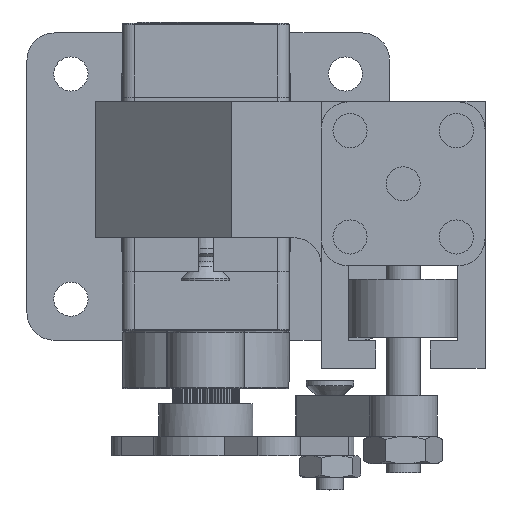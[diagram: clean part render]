
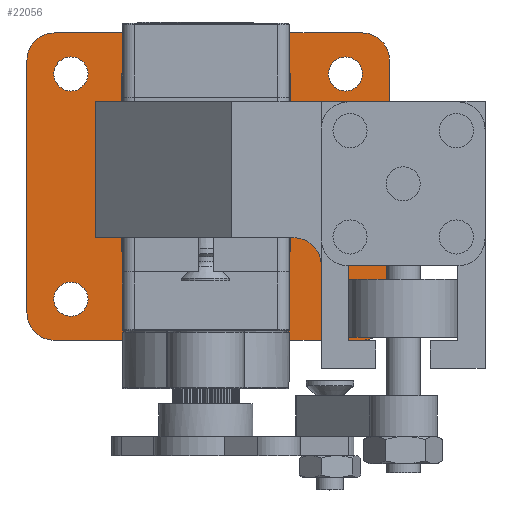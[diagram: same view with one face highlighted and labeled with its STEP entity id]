
A CAD part, front view. The second image highlights one B-rep face of the part: STEP entity #22056.
In plain terms, the highlighted face is planar.
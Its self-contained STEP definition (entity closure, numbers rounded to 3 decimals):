
#1029=FACE_BOUND('',#3917,.T.);
#1030=FACE_BOUND('',#3918,.T.);
#1031=FACE_BOUND('',#3919,.T.);
#1032=FACE_BOUND('',#3920,.T.);
#1033=FACE_BOUND('',#3921,.T.);
#1815=PLANE('',#23804);
#2743=FACE_OUTER_BOUND('',#3916,.T.);
#3916=EDGE_LOOP('',(#19993,#19994,#19995,#19996,#19997,#19998,#19999,#20000));
#3917=EDGE_LOOP('',(#20001));
#3918=EDGE_LOOP('',(#20002));
#3919=EDGE_LOOP('',(#20003));
#3920=EDGE_LOOP('',(#20004));
#3921=EDGE_LOOP('',(#20005,#20006,#20007,#20008));
#5875=LINE('',#43163,#7816);
#5876=LINE('',#43167,#7817);
#5877=LINE('',#43171,#7818);
#5878=LINE('',#43174,#7819);
#5879=LINE('',#43177,#7820);
#5880=LINE('',#43179,#7821);
#5881=LINE('',#43181,#7822);
#5882=LINE('',#43182,#7823);
#7816=VECTOR('',#28539,10.);
#7817=VECTOR('',#28542,10.);
#7818=VECTOR('',#28545,10.);
#7819=VECTOR('',#28548,10.);
#7820=VECTOR('',#28549,10.);
#7821=VECTOR('',#28550,10.);
#7822=VECTOR('',#28551,10.);
#7823=VECTOR('',#28552,10.);
#8511=CIRCLE('',#23791,1.25);
#8513=CIRCLE('',#23794,1.25);
#8515=CIRCLE('',#23797,1.25);
#8517=CIRCLE('',#23800,1.25);
#8519=CIRCLE('',#23803,2.);
#8520=CIRCLE('',#23805,2.);
#8521=CIRCLE('',#23806,2.);
#8522=CIRCLE('',#23807,2.);
#10795=VERTEX_POINT('',#43131);
#10797=VERTEX_POINT('',#43137);
#10799=VERTEX_POINT('',#43143);
#10801=VERTEX_POINT('',#43149);
#10804=VERTEX_POINT('',#43156);
#10805=VERTEX_POINT('',#43158);
#10806=VERTEX_POINT('',#43162);
#10807=VERTEX_POINT('',#43164);
#10808=VERTEX_POINT('',#43166);
#10809=VERTEX_POINT('',#43168);
#10810=VERTEX_POINT('',#43170);
#10811=VERTEX_POINT('',#43172);
#10812=VERTEX_POINT('',#43175);
#10813=VERTEX_POINT('',#43176);
#10814=VERTEX_POINT('',#43178);
#10815=VERTEX_POINT('',#43180);
#13904=EDGE_CURVE('',#10795,#10795,#8511,.T.);
#13907=EDGE_CURVE('',#10797,#10797,#8513,.T.);
#13910=EDGE_CURVE('',#10799,#10799,#8515,.T.);
#13913=EDGE_CURVE('',#10801,#10801,#8517,.T.);
#13916=EDGE_CURVE('',#10804,#10805,#8519,.T.);
#13918=EDGE_CURVE('',#10806,#10804,#5875,.T.);
#13919=EDGE_CURVE('',#10807,#10806,#8520,.T.);
#13920=EDGE_CURVE('',#10808,#10807,#5876,.T.);
#13921=EDGE_CURVE('',#10809,#10808,#8521,.T.);
#13922=EDGE_CURVE('',#10810,#10809,#5877,.T.);
#13923=EDGE_CURVE('',#10811,#10810,#8522,.T.);
#13924=EDGE_CURVE('',#10805,#10811,#5878,.T.);
#13925=EDGE_CURVE('',#10812,#10813,#5879,.T.);
#13926=EDGE_CURVE('',#10814,#10812,#5880,.T.);
#13927=EDGE_CURVE('',#10814,#10815,#5881,.T.);
#13928=EDGE_CURVE('',#10815,#10813,#5882,.T.);
#19993=ORIENTED_EDGE('',*,*,#13916,.F.);
#19994=ORIENTED_EDGE('',*,*,#13918,.F.);
#19995=ORIENTED_EDGE('',*,*,#13919,.F.);
#19996=ORIENTED_EDGE('',*,*,#13920,.F.);
#19997=ORIENTED_EDGE('',*,*,#13921,.F.);
#19998=ORIENTED_EDGE('',*,*,#13922,.F.);
#19999=ORIENTED_EDGE('',*,*,#13923,.F.);
#20000=ORIENTED_EDGE('',*,*,#13924,.F.);
#20001=ORIENTED_EDGE('',*,*,#13904,.T.);
#20002=ORIENTED_EDGE('',*,*,#13907,.T.);
#20003=ORIENTED_EDGE('',*,*,#13910,.T.);
#20004=ORIENTED_EDGE('',*,*,#13913,.T.);
#20005=ORIENTED_EDGE('',*,*,#13925,.F.);
#20006=ORIENTED_EDGE('',*,*,#13926,.F.);
#20007=ORIENTED_EDGE('',*,*,#13927,.T.);
#20008=ORIENTED_EDGE('',*,*,#13928,.T.);
#22056=ADVANCED_FACE('',(#2743,#1029,#1030,#1031,#1032,#1033),#1815,.F.);
#23791=AXIS2_PLACEMENT_3D('',#43133,#28506,#28507);
#23794=AXIS2_PLACEMENT_3D('',#43139,#28513,#28514);
#23797=AXIS2_PLACEMENT_3D('',#43145,#28520,#28521);
#23800=AXIS2_PLACEMENT_3D('',#43151,#28527,#28528);
#23803=AXIS2_PLACEMENT_3D('',#43159,#28534,#28535);
#23804=AXIS2_PLACEMENT_3D('',#43161,#28537,#28538);
#23805=AXIS2_PLACEMENT_3D('',#43165,#28540,#28541);
#23806=AXIS2_PLACEMENT_3D('',#43169,#28543,#28544);
#23807=AXIS2_PLACEMENT_3D('',#43173,#28546,#28547);
#28506=DIRECTION('center_axis',(0.,-1.,0.));
#28507=DIRECTION('ref_axis',(1.,0.,0.));
#28513=DIRECTION('center_axis',(0.,-1.,0.));
#28514=DIRECTION('ref_axis',(1.,0.,0.));
#28520=DIRECTION('center_axis',(0.,-1.,0.));
#28521=DIRECTION('ref_axis',(1.,0.,0.));
#28527=DIRECTION('center_axis',(0.,-1.,0.));
#28528=DIRECTION('ref_axis',(1.,0.,0.));
#28534=DIRECTION('center_axis',(0.,-1.,0.));
#28535=DIRECTION('ref_axis',(-0.707,0.,0.707));
#28537=DIRECTION('center_axis',(0.,-1.,0.));
#28538=DIRECTION('ref_axis',(0.,0.,-1.));
#28539=DIRECTION('',(-1.,0.,0.));
#28540=DIRECTION('center_axis',(0.,-1.,0.));
#28541=DIRECTION('ref_axis',(0.707,0.,0.707));
#28542=DIRECTION('',(0.,0.,1.));
#28543=DIRECTION('center_axis',(0.,-1.,0.));
#28544=DIRECTION('ref_axis',(0.707,0.,-0.707));
#28545=DIRECTION('',(1.,0.,0.));
#28546=DIRECTION('center_axis',(0.,-1.,0.));
#28547=DIRECTION('ref_axis',(-0.707,0.,-0.707));
#28548=DIRECTION('',(0.,0.,-1.));
#28549=DIRECTION('',(1.,0.,0.));
#28550=DIRECTION('',(0.,0.,1.));
#28551=DIRECTION('',(1.,0.,0.));
#28552=DIRECTION('',(0.,0.,1.));
#43131=CARTESIAN_POINT('',(23.076,-50.9,-2.945));
#43133=CARTESIAN_POINT('Origin',(24.326,-50.9,-2.945));
#43137=CARTESIAN_POINT('',(2.974,-50.9,-2.945));
#43139=CARTESIAN_POINT('Origin',(4.224,-50.9,-2.945));
#43143=CARTESIAN_POINT('',(23.076,-50.9,13.545));
#43145=CARTESIAN_POINT('Origin',(24.326,-50.9,13.545));
#43149=CARTESIAN_POINT('',(2.974,-50.9,13.545));
#43151=CARTESIAN_POINT('Origin',(4.224,-50.9,13.545));
#43156=CARTESIAN_POINT('',(3.,-50.9,16.55));
#43158=CARTESIAN_POINT('',(1.,-50.9,14.55));
#43159=CARTESIAN_POINT('Origin',(3.,-50.9,14.55));
#43161=CARTESIAN_POINT('Origin',(14.275,-50.9,5.3));
#43162=CARTESIAN_POINT('',(25.55,-50.9,16.55));
#43163=CARTESIAN_POINT('',(27.55,-50.9,16.55));
#43164=CARTESIAN_POINT('',(27.55,-50.9,14.55));
#43165=CARTESIAN_POINT('Origin',(25.55,-50.9,14.55));
#43166=CARTESIAN_POINT('',(27.55,-50.9,-3.95));
#43167=CARTESIAN_POINT('',(27.55,-50.9,-5.95));
#43168=CARTESIAN_POINT('',(25.55,-50.9,-5.95));
#43169=CARTESIAN_POINT('Origin',(25.55,-50.9,-3.95));
#43170=CARTESIAN_POINT('',(3.,-50.9,-5.95));
#43171=CARTESIAN_POINT('',(1.,-50.9,-5.95));
#43172=CARTESIAN_POINT('',(1.,-50.9,-3.95));
#43173=CARTESIAN_POINT('Origin',(3.,-50.9,-3.95));
#43174=CARTESIAN_POINT('',(1.,-50.9,16.55));
#43175=CARTESIAN_POINT('',(6.,-50.9,11.55));
#43176=CARTESIAN_POINT('',(22.55,-50.9,11.55));
#43177=CARTESIAN_POINT('',(20.55,-50.9,11.55));
#43178=CARTESIAN_POINT('',(6.,-50.9,1.55));
#43179=CARTESIAN_POINT('',(6.,-50.9,1.55));
#43180=CARTESIAN_POINT('',(22.55,-50.9,1.55));
#43181=CARTESIAN_POINT('',(20.55,-50.9,1.55));
#43182=CARTESIAN_POINT('',(22.55,-50.9,1.55));
